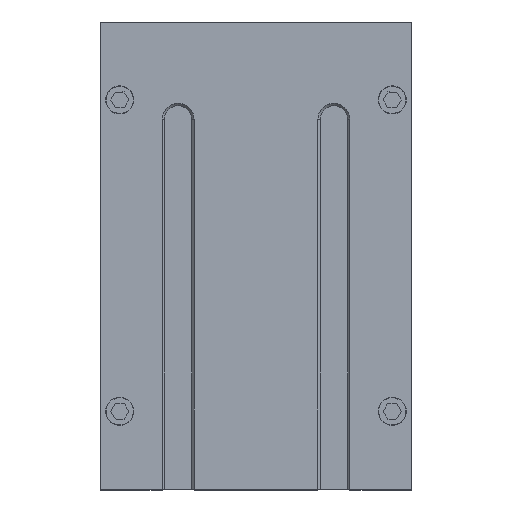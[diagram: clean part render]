
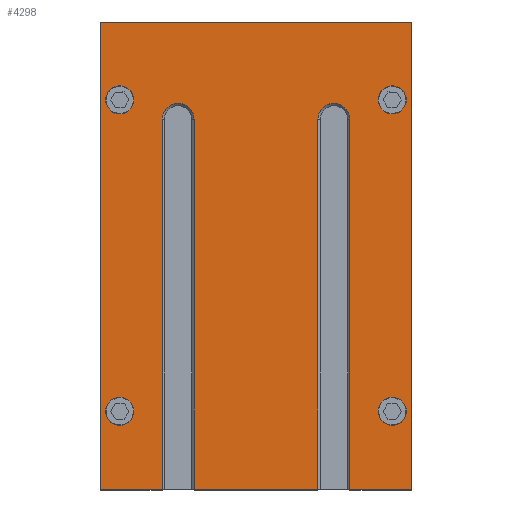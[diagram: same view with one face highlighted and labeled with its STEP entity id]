
A CAD part, top view. The second image highlights one B-rep face of the part: STEP entity #4298.
In plain terms, the highlighted planar face has unit normal (0, 0, 1).
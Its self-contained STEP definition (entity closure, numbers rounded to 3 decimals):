
#2495=CARTESIAN_POINT('',(31.4,-40.,60.0));
#2496=VERTEX_POINT('',#2495);
#2497=CARTESIAN_POINT('',(35.0,-40.,60.0));
#2498=DIRECTION('',(0.0,0.0,-1.0));
#2499=DIRECTION('',(-1.0,0.0,0.0));
#2500=AXIS2_PLACEMENT_3D('',#2497,#2498,#2499);
#2501=CIRCLE('',#2500,3.6);
#2502=EDGE_CURVE('',#2496,#2496,#2501,.T.);
#2535=CARTESIAN_POINT('',(31.4,40.,60.0));
#2536=VERTEX_POINT('',#2535);
#2537=CARTESIAN_POINT('',(35.0,40.,60.0));
#2538=DIRECTION('',(0.0,0.0,-1.0));
#2539=DIRECTION('',(-1.0,0.0,0.0));
#2540=AXIS2_PLACEMENT_3D('',#2537,#2538,#2539);
#2541=CIRCLE('',#2540,3.6);
#2542=EDGE_CURVE('',#2536,#2536,#2541,.T.);
#2575=CARTESIAN_POINT('',(-38.6,40.,60.0));
#2576=VERTEX_POINT('',#2575);
#2577=CARTESIAN_POINT('',(-35.0,40.,60.0));
#2578=DIRECTION('',(0.0,0.0,-1.0));
#2579=DIRECTION('',(-1.0,0.0,0.0));
#2580=AXIS2_PLACEMENT_3D('',#2577,#2578,#2579);
#2581=CIRCLE('',#2580,3.6);
#2582=EDGE_CURVE('',#2576,#2576,#2581,.T.);
#2615=CARTESIAN_POINT('',(-38.6,-40.,60.0));
#2616=VERTEX_POINT('',#2615);
#2617=CARTESIAN_POINT('',(-35.0,-40.,60.0));
#2618=DIRECTION('',(0.0,0.0,-1.0));
#2619=DIRECTION('',(-1.0,0.0,0.0));
#2620=AXIS2_PLACEMENT_3D('',#2617,#2618,#2619);
#2621=CIRCLE('',#2620,3.6);
#2622=EDGE_CURVE('',#2616,#2616,#2621,.T.);
#3955=CARTESIAN_POINT('',(-15.9,35.,60.));
#3956=VERTEX_POINT('',#3955);
#3963=CARTESIAN_POINT('',(-24.1,35.,60.));
#3964=VERTEX_POINT('',#3963);
#3965=CARTESIAN_POINT('',(-20.,35.,60.));
#3966=DIRECTION('',(0.0,0.0,-1.0));
#3967=DIRECTION('',(-1.0,0.0,0.0));
#3968=AXIS2_PLACEMENT_3D('',#3965,#3966,#3967);
#3969=CIRCLE('',#3968,4.1);
#3970=EDGE_CURVE('',#3964,#3956,#3969,.T.);
#4164=CARTESIAN_POINT('',(-15.9,-60.,60.));
#4165=VERTEX_POINT('',#4164);
#4172=CARTESIAN_POINT('',(-15.9,35.,60.));
#4173=DIRECTION('',(0.0,-1.0,0.0));
#4174=VECTOR('',#4173,95.0);
#4175=LINE('',#4172,#4174);
#4176=EDGE_CURVE('',#3956,#4165,#4175,.T.);
#4187=CARTESIAN_POINT('',(-24.1,-60.,60.));
#4188=VERTEX_POINT('',#4187);
#4189=CARTESIAN_POINT('',(-24.1,-60.,60.));
#4190=DIRECTION('',(0.0,1.0,0.0));
#4191=VECTOR('',#4190,95.0);
#4192=LINE('',#4189,#4191);
#4193=EDGE_CURVE('',#4188,#3964,#4192,.T.);
#4205=CARTESIAN_POINT('',(0.0,-60.,60.0));
#4206=DIRECTION('',(0.0,0.0,1.0));
#4207=DIRECTION('',(1.0,0.0,0.0));
#4208=AXIS2_PLACEMENT_3D('',#4205,#4206,#4207);
#4209=PLANE('',#4208);
#4210=ORIENTED_EDGE('',*,*,#3970,.T.);
#4211=ORIENTED_EDGE('',*,*,#4176,.T.);
#4212=CARTESIAN_POINT('',(15.9,-60.,60.));
#4213=VERTEX_POINT('',#4212);
#4214=CARTESIAN_POINT('',(-15.9,-60.,60.));
#4215=DIRECTION('',(1.0,0.0,0.0));
#4216=VECTOR('',#4215,31.8);
#4217=LINE('',#4214,#4216);
#4218=EDGE_CURVE('',#4165,#4213,#4217,.T.);
#4219=ORIENTED_EDGE('',*,*,#4218,.T.);
#4220=CARTESIAN_POINT('',(15.9,35.,60.));
#4221=VERTEX_POINT('',#4220);
#4222=CARTESIAN_POINT('',(15.9,-60.,60.));
#4223=DIRECTION('',(0.0,1.0,0.0));
#4224=VECTOR('',#4223,95.0);
#4225=LINE('',#4222,#4224);
#4226=EDGE_CURVE('',#4213,#4221,#4225,.T.);
#4227=ORIENTED_EDGE('',*,*,#4226,.T.);
#4228=CARTESIAN_POINT('',(24.1,35.,60.));
#4229=VERTEX_POINT('',#4228);
#4230=CARTESIAN_POINT('',(20.,35.,60.));
#4231=DIRECTION('',(0.0,0.0,-1.0));
#4232=DIRECTION('',(1.0,0.0,0.0));
#4233=AXIS2_PLACEMENT_3D('',#4230,#4231,#4232);
#4234=CIRCLE('',#4233,4.1);
#4235=EDGE_CURVE('',#4221,#4229,#4234,.T.);
#4236=ORIENTED_EDGE('',*,*,#4235,.T.);
#4237=CARTESIAN_POINT('',(24.1,-60.,60.));
#4238=VERTEX_POINT('',#4237);
#4239=CARTESIAN_POINT('',(24.1,35.,60.));
#4240=DIRECTION('',(0.0,-1.0,0.0));
#4241=VECTOR('',#4240,95.0);
#4242=LINE('',#4239,#4241);
#4243=EDGE_CURVE('',#4229,#4238,#4242,.T.);
#4244=ORIENTED_EDGE('',*,*,#4243,.T.);
#4245=CARTESIAN_POINT('',(40.0,-60.,60.0));
#4246=VERTEX_POINT('',#4245);
#4247=CARTESIAN_POINT('',(24.1,-60.,60.));
#4248=DIRECTION('',(1.0,0.0,0.0));
#4249=VECTOR('',#4248,15.9);
#4250=LINE('',#4247,#4249);
#4251=EDGE_CURVE('',#4238,#4246,#4250,.T.);
#4252=ORIENTED_EDGE('',*,*,#4251,.T.);
#4253=CARTESIAN_POINT('',(40.0,60.,60.));
#4254=VERTEX_POINT('',#4253);
#4255=CARTESIAN_POINT('',(40.0,-60.,60.0));
#4256=DIRECTION('',(0.0,1.0,0.0));
#4257=VECTOR('',#4256,120.0);
#4258=LINE('',#4255,#4257);
#4259=EDGE_CURVE('',#4246,#4254,#4258,.T.);
#4260=ORIENTED_EDGE('',*,*,#4259,.T.);
#4261=CARTESIAN_POINT('',(-40.0,60.,60.));
#4262=VERTEX_POINT('',#4261);
#4263=CARTESIAN_POINT('',(-40.0,60.,60.));
#4264=DIRECTION('',(1.0,0.0,0.0));
#4265=VECTOR('',#4264,80.0);
#4266=LINE('',#4263,#4265);
#4267=EDGE_CURVE('',#4262,#4254,#4266,.T.);
#4268=ORIENTED_EDGE('',*,*,#4267,.F.);
#4269=CARTESIAN_POINT('',(-40.0,-60.,60.0));
#4270=VERTEX_POINT('',#4269);
#4271=CARTESIAN_POINT('',(-40.0,60.,60.));
#4272=DIRECTION('',(0.0,-1.0,0.0));
#4273=VECTOR('',#4272,120.0);
#4274=LINE('',#4271,#4273);
#4275=EDGE_CURVE('',#4262,#4270,#4274,.T.);
#4276=ORIENTED_EDGE('',*,*,#4275,.T.);
#4277=CARTESIAN_POINT('',(-40.0,-60.,60.0));
#4278=DIRECTION('',(1.0,0.0,0.0));
#4279=VECTOR('',#4278,15.9);
#4280=LINE('',#4277,#4279);
#4281=EDGE_CURVE('',#4270,#4188,#4280,.T.);
#4282=ORIENTED_EDGE('',*,*,#4281,.T.);
#4283=ORIENTED_EDGE('',*,*,#4193,.T.);
#4284=EDGE_LOOP('',(#4210,#4211,#4219,#4227,#4236,#4244,#4252,#4260,#4268,#4276,#4282,#4283));
#4285=FACE_OUTER_BOUND('',#4284,.T.);
#4286=ORIENTED_EDGE('',*,*,#2502,.T.);
#4287=EDGE_LOOP('',(#4286));
#4288=FACE_BOUND('',#4287,.T.);
#4289=ORIENTED_EDGE('',*,*,#2542,.T.);
#4290=EDGE_LOOP('',(#4289));
#4291=FACE_BOUND('',#4290,.T.);
#4292=ORIENTED_EDGE('',*,*,#2582,.T.);
#4293=EDGE_LOOP('',(#4292));
#4294=FACE_BOUND('',#4293,.T.);
#4295=ORIENTED_EDGE('',*,*,#2622,.T.);
#4296=EDGE_LOOP('',(#4295));
#4297=FACE_BOUND('',#4296,.T.);
#4298=ADVANCED_FACE('',(#4285,#4288,#4291,#4294,#4297),#4209,.T.);
